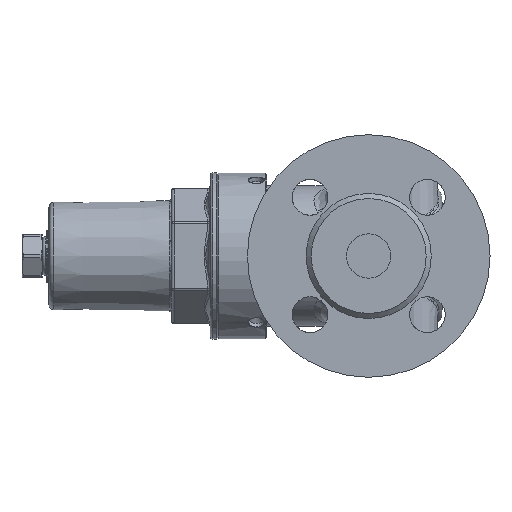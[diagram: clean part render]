
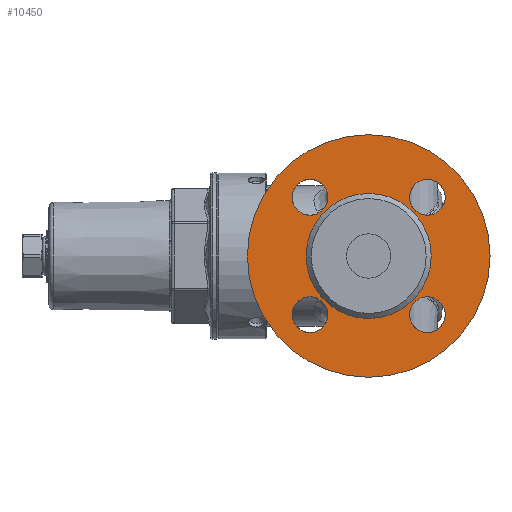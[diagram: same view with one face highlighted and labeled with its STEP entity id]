
A CAD part, left-side view. The second image highlights one B-rep face of the part: STEP entity #10450.
In plain terms, the highlighted planar face has unit normal (-1, 0, 0).
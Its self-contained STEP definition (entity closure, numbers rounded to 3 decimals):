
#617=FACE_BOUND('',#2003,.T.);
#618=FACE_BOUND('',#2004,.T.);
#619=FACE_BOUND('',#2005,.T.);
#620=FACE_BOUND('',#2006,.T.);
#621=FACE_BOUND('',#2007,.T.);
#734=PLANE('',#11189);
#1340=FACE_OUTER_BOUND('',#2002,.T.);
#2002=EDGE_LOOP('',(#9584));
#2003=EDGE_LOOP('',(#9585));
#2004=EDGE_LOOP('',(#9586));
#2005=EDGE_LOOP('',(#9587));
#2006=EDGE_LOOP('',(#9588));
#2007=EDGE_LOOP('',(#9589));
#3500=CIRCLE('',#10557,47.5);
#3502=CIRCLE('',#10560,7.);
#3503=CIRCLE('',#10562,7.);
#3504=CIRCLE('',#10564,7.);
#3505=CIRCLE('',#10566,7.);
#3835=CIRCLE('',#11190,24.5);
#3916=VERTEX_POINT('',#13413);
#3917=VERTEX_POINT('',#13418);
#3920=VERTEX_POINT('',#13462);
#3923=VERTEX_POINT('',#13506);
#3926=VERTEX_POINT('',#13550);
#4844=VERTEX_POINT('',#36806);
#4961=EDGE_CURVE('',#3916,#3916,#3500,.T.);
#4963=EDGE_CURVE('',#3917,#3917,#3502,.T.);
#4967=EDGE_CURVE('',#3920,#3920,#3503,.T.);
#4971=EDGE_CURVE('',#3923,#3923,#3504,.T.);
#4975=EDGE_CURVE('',#3926,#3926,#3505,.T.);
#6441=EDGE_CURVE('',#4844,#4844,#3835,.T.);
#9584=ORIENTED_EDGE('',*,*,#4961,.T.);
#9585=ORIENTED_EDGE('',*,*,#4975,.T.);
#9586=ORIENTED_EDGE('',*,*,#4971,.T.);
#9587=ORIENTED_EDGE('',*,*,#4967,.T.);
#9588=ORIENTED_EDGE('',*,*,#4963,.T.);
#9589=ORIENTED_EDGE('',*,*,#6441,.F.);
#10450=ADVANCED_FACE('',(#1340,#617,#618,#619,#620,#621),#734,.F.);
#10557=AXIS2_PLACEMENT_3D('',#13415,#11356,#11357);
#10560=AXIS2_PLACEMENT_3D('',#13419,#11362,#11363);
#10562=AXIS2_PLACEMENT_3D('',#13463,#11367,#11368);
#10564=AXIS2_PLACEMENT_3D('',#13507,#11372,#11373);
#10566=AXIS2_PLACEMENT_3D('',#13551,#11377,#11378);
#11189=AXIS2_PLACEMENT_3D('',#36805,#12835,#12836);
#11190=AXIS2_PLACEMENT_3D('',#36807,#12837,#12838);
#11356=DIRECTION('center_axis',(-1.,0.,0.));
#11357=DIRECTION('ref_axis',(0.,0.,1.));
#11362=DIRECTION('center_axis',(1.,0.,0.));
#11363=DIRECTION('ref_axis',(0.,0.,1.));
#11367=DIRECTION('center_axis',(1.,0.,0.));
#11368=DIRECTION('ref_axis',(0.,-1.,0.));
#11372=DIRECTION('center_axis',(1.,0.,0.));
#11373=DIRECTION('ref_axis',(0.,0.,-1.));
#11377=DIRECTION('center_axis',(1.,0.,0.));
#11378=DIRECTION('ref_axis',(0.,1.,0.));
#12835=DIRECTION('center_axis',(1.,0.,0.));
#12836=DIRECTION('ref_axis',(0.,0.,-1.));
#12837=DIRECTION('center_axis',(-1.,0.,0.));
#12838=DIRECTION('ref_axis',(0.,0.,1.));
#13413=CARTESIAN_POINT('',(-63.,-47.5,0.));
#13415=CARTESIAN_POINT('Origin',(-63.,0.,0.));
#13418=CARTESIAN_POINT('',(-63.,22.981,15.981));
#13419=CARTESIAN_POINT('Origin',(-63.,22.981,22.981));
#13462=CARTESIAN_POINT('',(-63.,-15.981,22.981));
#13463=CARTESIAN_POINT('Origin',(-63.,-22.981,22.981));
#13506=CARTESIAN_POINT('',(-63.,-22.981,-15.981));
#13507=CARTESIAN_POINT('Origin',(-63.,-22.981,-22.981));
#13550=CARTESIAN_POINT('',(-63.,15.981,-22.981));
#13551=CARTESIAN_POINT('Origin',(-63.,22.981,-22.981));
#36805=CARTESIAN_POINT('Origin',(-63.,47.5,0.));
#36806=CARTESIAN_POINT('',(-63.,-24.5,0.));
#36807=CARTESIAN_POINT('Origin',(-63.,0.,0.));
